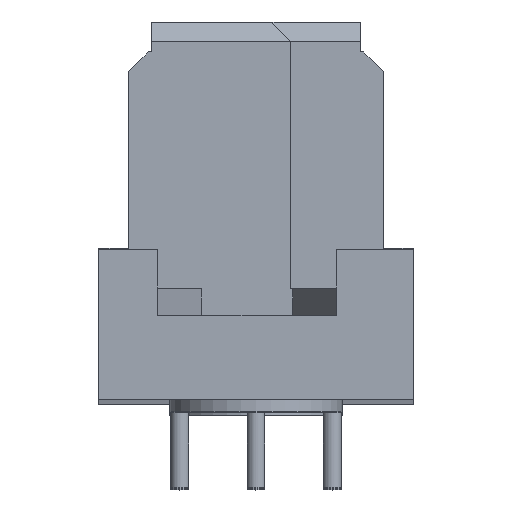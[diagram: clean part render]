
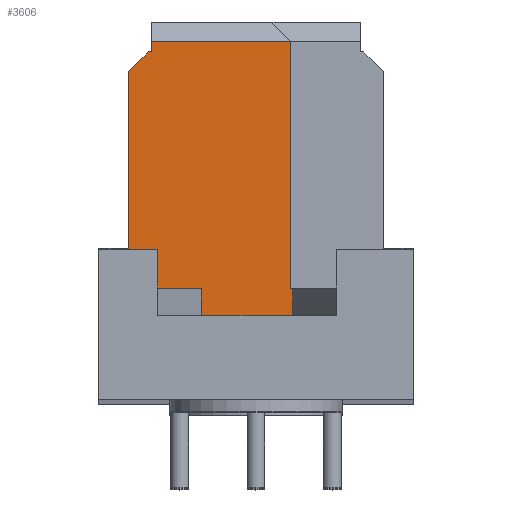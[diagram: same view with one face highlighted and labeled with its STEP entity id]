
A CAD part, top view. The second image highlights one B-rep face of the part: STEP entity #3606.
In plain terms, the highlighted planar face has unit normal (0, 0, 1).
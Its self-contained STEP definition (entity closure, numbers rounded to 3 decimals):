
#3606=ADVANCED_FACE('',(#4446),#4029,.F.);
#4029=PLANE('',#11313);
#4446=FACE_OUTER_BOUND('',#5007,.T.);
#5007=EDGE_LOOP('',(#6725,#6726,#6727,#6728,#6729,#6730,#6731,#6732,#6733,
#6734,#6735));
#6725=ORIENTED_EDGE('',*,*,#8892,.F.);
#6726=ORIENTED_EDGE('',*,*,#8894,.F.);
#6727=ORIENTED_EDGE('',*,*,#8895,.F.);
#6728=ORIENTED_EDGE('',*,*,#8896,.F.);
#6729=ORIENTED_EDGE('',*,*,#8808,.F.);
#6730=ORIENTED_EDGE('',*,*,#8806,.F.);
#6731=ORIENTED_EDGE('',*,*,#8897,.F.);
#6732=ORIENTED_EDGE('',*,*,#8898,.F.);
#6733=ORIENTED_EDGE('',*,*,#8899,.F.);
#6734=ORIENTED_EDGE('',*,*,#8877,.T.);
#6735=ORIENTED_EDGE('',*,*,#8893,.F.);
#7837=VERTEX_POINT('',#15429);
#7838=VERTEX_POINT('',#15431);
#7839=VERTEX_POINT('',#15435);
#7893=VERTEX_POINT('',#15580);
#7894=VERTEX_POINT('',#15581);
#7900=VERTEX_POINT('',#15605);
#7901=VERTEX_POINT('',#15607);
#7902=VERTEX_POINT('',#15613);
#7903=VERTEX_POINT('',#15615);
#7904=VERTEX_POINT('',#15618);
#7905=VERTEX_POINT('',#15620);
#8806=EDGE_CURVE('',#7837,#7838,#9696,.T.);
#8808=EDGE_CURVE('',#7838,#7839,#9698,.T.);
#8877=EDGE_CURVE('',#7893,#7894,#9759,.T.);
#8892=EDGE_CURVE('',#7901,#7900,#9774,.T.);
#8893=EDGE_CURVE('',#7900,#7894,#9775,.T.);
#8894=EDGE_CURVE('',#7902,#7901,#9776,.T.);
#8895=EDGE_CURVE('',#7903,#7902,#9777,.T.);
#8896=EDGE_CURVE('',#7839,#7903,#9778,.T.);
#8897=EDGE_CURVE('',#7904,#7837,#9779,.T.);
#8898=EDGE_CURVE('',#7905,#7904,#9780,.T.);
#8899=EDGE_CURVE('',#7893,#7905,#9781,.T.);
#9696=LINE('',#15430,#10576);
#9698=LINE('',#15434,#10578);
#9759=LINE('',#15579,#10639);
#9774=LINE('',#15608,#10654);
#9775=LINE('',#15610,#10655);
#9776=LINE('',#15612,#10656);
#9777=LINE('',#15614,#10657);
#9778=LINE('',#15616,#10658);
#9779=LINE('',#15617,#10659);
#9780=LINE('',#15619,#10660);
#9781=LINE('',#15621,#10661);
#10576=VECTOR('',#13217,1.);
#10578=VECTOR('',#13221,1.);
#10639=VECTOR('',#13342,1.);
#10654=VECTOR('',#13367,1.);
#10655=VECTOR('',#13370,1.);
#10656=VECTOR('',#13373,1.);
#10657=VECTOR('',#13374,1.);
#10658=VECTOR('',#13375,1.);
#10659=VECTOR('',#13376,1.);
#10660=VECTOR('',#13377,1.);
#10661=VECTOR('',#13378,1.);
#11313=AXIS2_PLACEMENT_3D('',#15622,#13379,#13380);
#13217=DIRECTION('',(0.,1.,0.));
#13221=DIRECTION('',(-1.,0.,0.));
#13342=DIRECTION('',(0.,1.,0.));
#13367=DIRECTION('',(0.,1.,0.));
#13370=DIRECTION('',(1.,0.,0.));
#13373=DIRECTION('',(1.,0.,0.));
#13374=DIRECTION('',(0.707,0.707,0.));
#13375=DIRECTION('',(0.,1.,0.));
#13376=DIRECTION('',(-1.,0.,0.));
#13377=DIRECTION('',(0.,-1.,0.));
#13378=DIRECTION('',(1.,0.,0.));
#13379=DIRECTION('',(0.,0.,-1.));
#13380=DIRECTION('',(-1.,0.,0.));
#15429=CARTESIAN_POINT('',(3.418,2.8,89.95));
#15430=CARTESIAN_POINT('',(3.418,2.8,89.95));
#15431=CARTESIAN_POINT('',(3.418,3.7,89.95));
#15434=CARTESIAN_POINT('',(3.418,3.7,89.95));
#15435=CARTESIAN_POINT('',(1.,3.7,89.95));
#15579=CARTESIAN_POINT('',(6.4,3.7,89.95));
#15580=CARTESIAN_POINT('',(6.4,3.7,89.95));
#15581=CARTESIAN_POINT('',(6.4,11.95,89.95));
#15605=CARTESIAN_POINT('',(1.76,11.95,89.95));
#15607=CARTESIAN_POINT('',(1.76,11.6,89.95));
#15608=CARTESIAN_POINT('',(1.76,11.6,89.95));
#15610=CARTESIAN_POINT('',(1.76,11.95,89.95));
#15612=CARTESIAN_POINT('',(1.65,11.6,89.95));
#15613=CARTESIAN_POINT('',(1.65,11.6,89.95));
#15614=CARTESIAN_POINT('',(1.,10.95,89.95));
#15615=CARTESIAN_POINT('',(1.,10.95,89.95));
#15616=CARTESIAN_POINT('',(1.,3.7,89.95));
#15617=CARTESIAN_POINT('',(6.482,2.8,89.95));
#15618=CARTESIAN_POINT('',(6.482,2.8,89.95));
#15619=CARTESIAN_POINT('',(6.482,3.7,89.95));
#15620=CARTESIAN_POINT('',(6.482,3.7,89.95));
#15621=CARTESIAN_POINT('',(6.4,3.7,89.95));
#15622=CARTESIAN_POINT('',(6.682,2.51,89.95));
